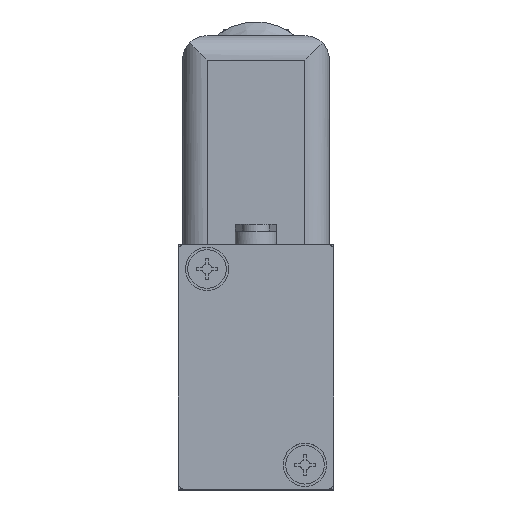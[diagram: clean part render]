
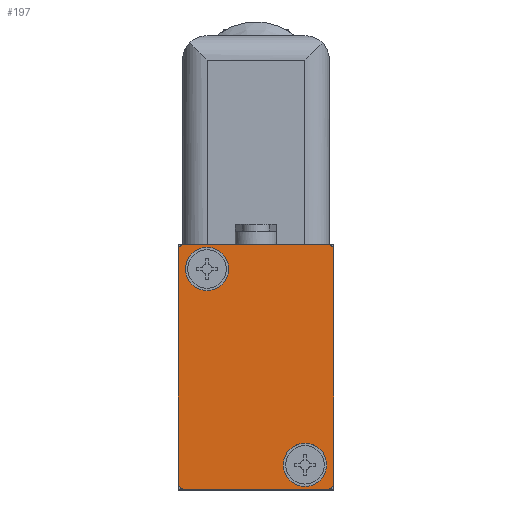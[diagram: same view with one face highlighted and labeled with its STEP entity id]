
A CAD part, top view. The second image highlights one B-rep face of the part: STEP entity #197.
In plain terms, the highlighted planar face has unit normal (0, 0, 1).
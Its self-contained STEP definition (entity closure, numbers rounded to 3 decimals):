
#197 = ADVANCED_FACE( '', ( #569, #570, #571 ), #572, .T. );
#569 = FACE_BOUND( '', #1054, .T. );
#570 = FACE_BOUND( '', #1055, .T. );
#571 = FACE_OUTER_BOUND( '', #1056, .T. );
#572 = PLANE( '', #1057 );
#1054 = EDGE_LOOP( '', ( #2198 ) );
#1055 = EDGE_LOOP( '', ( #2199 ) );
#1056 = EDGE_LOOP( '', ( #2200, #2201, #2202, #2203, #2204, #2205, #2206, #2207 ) );
#1057 = AXIS2_PLACEMENT_3D( '', #2208, #2209, #2210 );
#2198 = ORIENTED_EDGE( '', *, *, #3318, .F. );
#2199 = ORIENTED_EDGE( '', *, *, #3322, .F. );
#2200 = ORIENTED_EDGE( '', *, *, #3323, .T. );
#2201 = ORIENTED_EDGE( '', *, *, #3324, .T. );
#2202 = ORIENTED_EDGE( '', *, *, #3325, .T. );
#2203 = ORIENTED_EDGE( '', *, *, #3326, .T. );
#2204 = ORIENTED_EDGE( '', *, *, #3327, .T. );
#2205 = ORIENTED_EDGE( '', *, *, #3328, .T. );
#2206 = ORIENTED_EDGE( '', *, *, #3329, .T. );
#2207 = ORIENTED_EDGE( '', *, *, #3330, .T. );
#2208 = CARTESIAN_POINT( '', ( -10.15, 16.5, 0. ) );
#2209 = DIRECTION( '', ( 0., 0., 1. ) );
#2210 = DIRECTION( '', ( 1., 0., 0. ) );
#3318 = EDGE_CURVE( '', #4104, #4104, #4105, .T. );
#3322 = EDGE_CURVE( '', #4112, #4112, #4113, .T. );
#3323 = EDGE_CURVE( '', #4114, #4115, #4116, .T. );
#3324 = EDGE_CURVE( '', #4115, #4117, #4118, .T. );
#3325 = EDGE_CURVE( '', #4117, #4119, #4120, .T. );
#3326 = EDGE_CURVE( '', #4119, #4121, #4122, .T. );
#3327 = EDGE_CURVE( '', #4121, #4123, #4124, .T. );
#3328 = EDGE_CURVE( '', #4123, #4125, #4126, .T. );
#3329 = EDGE_CURVE( '', #4125, #4127, #4128, .T. );
#3330 = EDGE_CURVE( '', #4127, #4114, #4129, .T. );
#4104 = VERTEX_POINT( '', #5304 );
#4105 = CIRCLE( '', #5305, 3.1 );
#4112 = VERTEX_POINT( '', #5312 );
#4113 = CIRCLE( '', #5313, 3.1 );
#4114 = VERTEX_POINT( '', #5314 );
#4115 = VERTEX_POINT( '', #5315 );
#4116 = CIRCLE( '', #5316, 1. );
#4117 = VERTEX_POINT( '', #5317 );
#4118 = LINE( '', #5318, #5319 );
#4119 = VERTEX_POINT( '', #5320 );
#4120 = CIRCLE( '', #5321, 1. );
#4121 = VERTEX_POINT( '', #5322 );
#4122 = LINE( '', #5323, #5324 );
#4123 = VERTEX_POINT( '', #5325 );
#4124 = CIRCLE( '', #5326, 1. );
#4125 = VERTEX_POINT( '', #5327 );
#4126 = LINE( '', #5328, #5329 );
#4127 = VERTEX_POINT( '', #5330 );
#4128 = CIRCLE( '', #5331, 1. );
#4129 = LINE( '', #5332, #5333 );
#5304 = CARTESIAN_POINT( '', ( 10.1, -14., 0. ) );
#5305 = AXIS2_PLACEMENT_3D( '', #6267, #6268, #6269 );
#5312 = CARTESIAN_POINT( '', ( -3.9, 14., 0. ) );
#5313 = AXIS2_PLACEMENT_3D( '', #6279, #6280, #6281 );
#5314 = CARTESIAN_POINT( '', ( -10.15, 17.5, 0. ) );
#5315 = CARTESIAN_POINT( '', ( -11.15, 16.5, 0. ) );
#5316 = AXIS2_PLACEMENT_3D( '', #6282, #6283, #6284 );
#5317 = CARTESIAN_POINT( '', ( -11.15, -16.5, 0. ) );
#5318 = CARTESIAN_POINT( '', ( -11.15, 16.5, 0. ) );
#5319 = VECTOR( '', #6285, 1000. );
#5320 = CARTESIAN_POINT( '', ( -10.15, -17.5, 0. ) );
#5321 = AXIS2_PLACEMENT_3D( '', #6286, #6287, #6288 );
#5322 = CARTESIAN_POINT( '', ( 10.15, -17.5, 0. ) );
#5323 = CARTESIAN_POINT( '', ( -10.15, -17.5, 0. ) );
#5324 = VECTOR( '', #6289, 1000. );
#5325 = CARTESIAN_POINT( '', ( 11.15, -16.5, 0. ) );
#5326 = AXIS2_PLACEMENT_3D( '', #6290, #6291, #6292 );
#5327 = CARTESIAN_POINT( '', ( 11.15, 16.5, 0. ) );
#5328 = CARTESIAN_POINT( '', ( 11.15, -16.5, 0. ) );
#5329 = VECTOR( '', #6293, 1000. );
#5330 = CARTESIAN_POINT( '', ( 10.15, 17.5, 0. ) );
#5331 = AXIS2_PLACEMENT_3D( '', #6294, #6295, #6296 );
#5332 = CARTESIAN_POINT( '', ( 10.15, 17.5, 0. ) );
#5333 = VECTOR( '', #6297, 1000. );
#6267 = CARTESIAN_POINT( '', ( 7., -14., 0. ) );
#6268 = DIRECTION( '', ( 0., 0., 1. ) );
#6269 = DIRECTION( '', ( 1., 0., 0. ) );
#6279 = CARTESIAN_POINT( '', ( -7., 14., 0. ) );
#6280 = DIRECTION( '', ( 0., 0., 1. ) );
#6281 = DIRECTION( '', ( 1., 0., 0. ) );
#6282 = CARTESIAN_POINT( '', ( -10.15, 16.5, 0. ) );
#6283 = DIRECTION( '', ( 0., 0., 1. ) );
#6284 = DIRECTION( '', ( 1., 0., 0. ) );
#6285 = DIRECTION( '', ( 0., -1., 0. ) );
#6286 = CARTESIAN_POINT( '', ( -10.15, -16.5, 0. ) );
#6287 = DIRECTION( '', ( 0., 0., 1. ) );
#6288 = DIRECTION( '', ( 1., 0., 0. ) );
#6289 = DIRECTION( '', ( 1., 0., 0. ) );
#6290 = CARTESIAN_POINT( '', ( 10.15, -16.5, 0. ) );
#6291 = DIRECTION( '', ( 0., 0., 1. ) );
#6292 = DIRECTION( '', ( 1., 0., 0. ) );
#6293 = DIRECTION( '', ( 0., 1., 0. ) );
#6294 = CARTESIAN_POINT( '', ( 10.15, 16.5, 0. ) );
#6295 = DIRECTION( '', ( 0., 0., 1. ) );
#6296 = DIRECTION( '', ( 1., 0., 0. ) );
#6297 = DIRECTION( '', ( -1., 0., 0. ) );
